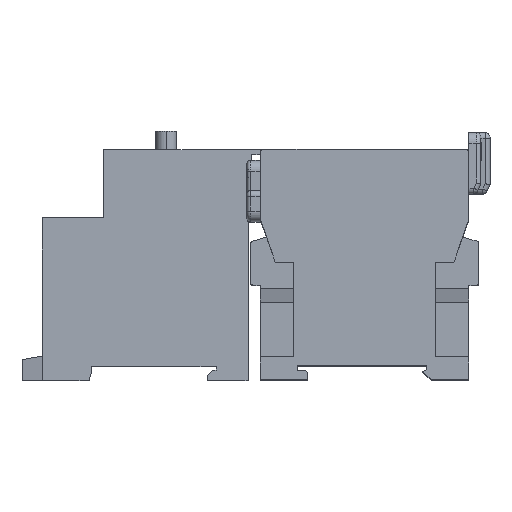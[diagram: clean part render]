
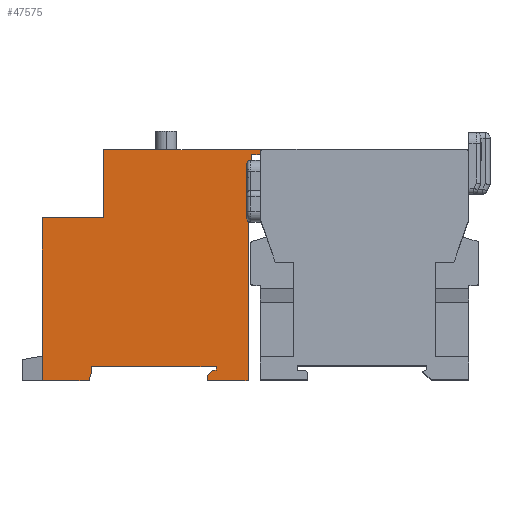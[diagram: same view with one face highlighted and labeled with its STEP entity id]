
A CAD part, top view. The second image highlights one B-rep face of the part: STEP entity #47575.
In plain terms, the highlighted face is planar.
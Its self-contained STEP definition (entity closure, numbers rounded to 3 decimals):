
#330 = ORIENTED_EDGE ( 'NONE', *, *, #76308, .F. ) ;
#667 = VECTOR ( 'NONE', #60786, 1000. ) ;
#1427 = DIRECTION ( 'NONE',  ( 0., -1., 0. ) ) ;
#1531 = CARTESIAN_POINT ( 'NONE',  ( -7.154, 70.264, -45.442 ) ) ;
#2741 = LINE ( 'NONE', #9888, #52308 ) ;
#3071 = ORIENTED_EDGE ( 'NONE', *, *, #79563, .F. ) ;
#3183 = VECTOR ( 'NONE', #76060, 1000. ) ;
#3874 = CARTESIAN_POINT ( 'NONE',  ( -7.154, 70.264, -13.812 ) ) ;
#4318 = LINE ( 'NONE', #14430, #66469 ) ;
#4667 = ORIENTED_EDGE ( 'NONE', *, *, #70585, .F. ) ;
#4997 = VERTEX_POINT ( 'NONE', #53762 ) ;
#5110 = LINE ( 'NONE', #69817, #3183 ) ;
#5124 = CARTESIAN_POINT ( 'NONE',  ( -7.154, 134.264, -28.862 ) ) ;
#6134 = DIRECTION ( 'NONE',  ( 0., 0.966, -0.259 ) ) ;
#6437 = LINE ( 'NONE', #70027, #57921 ) ;
#6566 = ORIENTED_EDGE ( 'NONE', *, *, #48496, .F. ) ;
#6836 = VERTEX_POINT ( 'NONE', #36914 ) ;
#7001 = EDGE_CURVE ( 'NONE', #29992, #70091, #16945, .T. ) ;
#7789 = DIRECTION ( 'NONE',  ( 0., 0., -1. ) ) ;
#8553 = FACE_OUTER_BOUND ( 'NONE', #77847, .T. ) ;
#9615 = LINE ( 'NONE', #33161, #73629 ) ;
#9661 = LINE ( 'NONE', #55831, #57237 ) ;
#9811 = CARTESIAN_POINT ( 'NONE',  ( -7.154, 88.164, -75.512 ) ) ;
#9888 = CARTESIAN_POINT ( 'NONE',  ( -7.154, 103.94, -17.312 ) ) ;
#10010 = CARTESIAN_POINT ( 'NONE',  ( -7.154, 132.764, -28.862 ) ) ;
#11122 = DIRECTION ( 'NONE',  ( 0., 0., 1. ) ) ;
#11498 = DIRECTION ( 'NONE',  ( 0., 0., 1. ) ) ;
#12536 = VERTEX_POINT ( 'NONE', #63320 ) ;
#12867 = EDGE_CURVE ( 'NONE', #27644, #55754, #54212, .T. ) ;
#14430 = CARTESIAN_POINT ( 'NONE',  ( -7.154, 68.864, -13.812 ) ) ;
#15511 = DIRECTION ( 'NONE',  ( 0., 0., -1. ) ) ;
#16140 = VECTOR ( 'NONE', #56913, 1000. ) ;
#16520 = ORIENTED_EDGE ( 'NONE', *, *, #64637, .F. ) ;
#16945 = LINE ( 'NONE', #32027, #35374 ) ;
#17702 = LINE ( 'NONE', #35768, #48781 ) ;
#18903 = EDGE_CURVE ( 'NONE', #30326, #6836, #64287, .T. ) ;
#18999 = ORIENTED_EDGE ( 'NONE', *, *, #79759, .F. ) ;
#19134 = LINE ( 'NONE', #5124, #667 ) ;
#19495 = ORIENTED_EDGE ( 'NONE', *, *, #7001, .F. ) ;
#20007 = DIRECTION ( 'NONE',  ( 0., 0., -1. ) ) ;
#20297 = ORIENTED_EDGE ( 'NONE', *, *, #66927, .F. ) ;
#20388 = DIRECTION ( 'NONE',  ( 0., 1., 0. ) ) ;
#21197 = VECTOR ( 'NONE', #67061, 1000. ) ;
#22211 = CARTESIAN_POINT ( 'NONE',  ( -7.154, 130.264, -61.662 ) ) ;
#22567 = VECTOR ( 'NONE', #70028, 1000. ) ;
#22883 = EDGE_CURVE ( 'NONE', #65086, #33740, #2741, .T. ) ;
#23122 = ORIENTED_EDGE ( 'NONE', *, *, #18903, .F. ) ;
#24552 = EDGE_CURVE ( 'NONE', #70091, #66887, #30701, .T. ) ;
#24567 = CARTESIAN_POINT ( 'NONE',  ( -7.154, 131.264, -26.362 ) ) ;
#24633 = AXIS2_PLACEMENT_3D ( 'NONE', #75772, #38604, #1427 ) ;
#24721 = EDGE_CURVE ( 'NONE', #55644, #65086, #6437, .T. ) ;
#24989 = ORIENTED_EDGE ( 'NONE', *, *, #24721, .F. ) ;
#27513 = EDGE_CURVE ( 'NONE', #33740, #75404, #17702, .T. ) ;
#27644 = VERTEX_POINT ( 'NONE', #55908 ) ;
#27930 = LINE ( 'NONE', #1531, #59053 ) ;
#28659 = ORIENTED_EDGE ( 'NONE', *, *, #74059, .F. ) ;
#29992 = VERTEX_POINT ( 'NONE', #59658 ) ;
#30326 = VERTEX_POINT ( 'NONE', #63376 ) ;
#30701 = LINE ( 'NONE', #54918, #61777 ) ;
#31812 = CARTESIAN_POINT ( 'NONE',  ( -7.154, 74.164, -17.312 ) ) ;
#32027 = CARTESIAN_POINT ( 'NONE',  ( -7.154, 103.94, -58.212 ) ) ;
#32931 = ORIENTED_EDGE ( 'NONE', *, *, #12867, .F. ) ;
#33161 = CARTESIAN_POINT ( 'NONE',  ( -7.154, 132.764, -28.862 ) ) ;
#33740 = VERTEX_POINT ( 'NONE', #42939 ) ;
#34536 = VERTEX_POINT ( 'NONE', #71298 ) ;
#35374 = VECTOR ( 'NONE', #56757, 1000. ) ;
#35768 = CARTESIAN_POINT ( 'NONE',  ( -7.154, 134.264, -45.442 ) ) ;
#36914 = CARTESIAN_POINT ( 'NONE',  ( -7.154, 130.264, -61.662 ) ) ;
#37149 = ORIENTED_EDGE ( 'NONE', *, *, #22883, .F. ) ;
#37880 = CARTESIAN_POINT ( 'NONE',  ( -7.154, 131.264, -27.362 ) ) ;
#38135 = CARTESIAN_POINT ( 'NONE',  ( -7.154, 131.264, -26.362 ) ) ;
#38604 = DIRECTION ( 'NONE',  ( -1., 0., 0. ) ) ;
#39054 = LINE ( 'NONE', #51072, #22567 ) ;
#40978 = EDGE_CURVE ( 'NONE', #46265, #12536, #9615, .T. ) ;
#42038 = DIRECTION ( 'NONE',  ( 0., 0., -1. ) ) ;
#42348 = LINE ( 'NONE', #22211, #75368 ) ;
#42939 = CARTESIAN_POINT ( 'NONE',  ( -7.154, 134.264, -17.312 ) ) ;
#44132 = VECTOR ( 'NONE', #62847, 1000. ) ;
#46107 = LINE ( 'NONE', #38135, #44132 ) ;
#46265 = VERTEX_POINT ( 'NONE', #10010 ) ;
#46909 = ORIENTED_EDGE ( 'NONE', *, *, #57862, .F. ) ;
#47156 = ORIENTED_EDGE ( 'NONE', *, *, #77852, .F. ) ;
#47575 = ADVANCED_FACE ( 'NONE', ( #8553 ), #62789, .F. ) ;
#47889 = ORIENTED_EDGE ( 'NONE', *, *, #24552, .F. ) ;
#48496 = EDGE_CURVE ( 'NONE', #55754, #29992, #65709, .T. ) ;
#48781 = VECTOR ( 'NONE', #42038, 1000. ) ;
#50960 = CARTESIAN_POINT ( 'NONE',  ( -7.154, 130.264, -45.442 ) ) ;
#51072 = CARTESIAN_POINT ( 'NONE',  ( -7.154, 70.264, -16.321 ) ) ;
#51865 = CARTESIAN_POINT ( 'NONE',  ( -7.154, 68.864, -58.212 ) ) ;
#52308 = VECTOR ( 'NONE', #53302, 1000. ) ;
#53302 = DIRECTION ( 'NONE',  ( 0., 1., 0. ) ) ;
#53762 = CARTESIAN_POINT ( 'NONE',  ( -7.154, 131.864, -61.662 ) ) ;
#54212 = LINE ( 'NONE', #60830, #21197 ) ;
#54737 = ORIENTED_EDGE ( 'NONE', *, *, #40978, .F. ) ;
#54918 = CARTESIAN_POINT ( 'NONE',  ( -7.154, 68.864, -45.442 ) ) ;
#55350 = VERTEX_POINT ( 'NONE', #3874 ) ;
#55644 = VERTEX_POINT ( 'NONE', #76836 ) ;
#55754 = VERTEX_POINT ( 'NONE', #9811 ) ;
#55831 = CARTESIAN_POINT ( 'NONE',  ( -7.154, 131.864, -61.662 ) ) ;
#55908 = CARTESIAN_POINT ( 'NONE',  ( -7.154, 134.264, -75.512 ) ) ;
#56757 = DIRECTION ( 'NONE',  ( 0., -1., 0. ) ) ;
#56913 = DIRECTION ( 'NONE',  ( 0., 0., 1. ) ) ;
#57237 = VECTOR ( 'NONE', #6134, 1000. ) ;
#57862 = EDGE_CURVE ( 'NONE', #66887, #55350, #4318, .T. ) ;
#57921 = VECTOR ( 'NONE', #15511, 1000. ) ;
#59053 = VECTOR ( 'NONE', #7789, 1000. ) ;
#59658 = CARTESIAN_POINT ( 'NONE',  ( -7.154, 88.164, -58.212 ) ) ;
#60760 = CARTESIAN_POINT ( 'NONE',  ( -7.154, 88.164, -45.442 ) ) ;
#60786 = DIRECTION ( 'NONE',  ( 0., -1., 0. ) ) ;
#60830 = CARTESIAN_POINT ( 'NONE',  ( -7.154, 103.94, -75.512 ) ) ;
#61692 = CARTESIAN_POINT ( 'NONE',  ( -7.154, 68.864, -13.812 ) ) ;
#61777 = VECTOR ( 'NONE', #11498, 1000. ) ;
#62789 = PLANE ( 'NONE',  #24633 ) ;
#62847 = DIRECTION ( 'NONE',  ( 0., -1., 0. ) ) ;
#63052 = VERTEX_POINT ( 'NONE', #24567 ) ;
#63320 = CARTESIAN_POINT ( 'NONE',  ( -7.154, 131.264, -27.362 ) ) ;
#63376 = CARTESIAN_POINT ( 'NONE',  ( -7.154, 130.264, -26.362 ) ) ;
#63758 = VECTOR ( 'NONE', #11122, 1000. ) ;
#64287 = LINE ( 'NONE', #50960, #78822 ) ;
#64637 = EDGE_CURVE ( 'NONE', #63052, #30326, #46107, .T. ) ;
#65086 = VERTEX_POINT ( 'NONE', #31812 ) ;
#65630 = DIRECTION ( 'NONE',  ( 0., 1., 0. ) ) ;
#65656 = LINE ( 'NONE', #37880, #16140 ) ;
#65709 = LINE ( 'NONE', #60760, #63758 ) ;
#66469 = VECTOR ( 'NONE', #20388, 1000. ) ;
#66887 = VERTEX_POINT ( 'NONE', #61692 ) ;
#66927 = EDGE_CURVE ( 'NONE', #34536, #27644, #5110, .T. ) ;
#67061 = DIRECTION ( 'NONE',  ( 0., -1., 0. ) ) ;
#69205 = VERTEX_POINT ( 'NONE', #79835 ) ;
#69253 = CARTESIAN_POINT ( 'NONE',  ( -7.154, 134.264, -28.862 ) ) ;
#69817 = CARTESIAN_POINT ( 'NONE',  ( -7.154, 134.264, -45.442 ) ) ;
#70027 = CARTESIAN_POINT ( 'NONE',  ( -7.154, 74.164, -16.662 ) ) ;
#70028 = DIRECTION ( 'NONE',  ( 0., 0.996, -0.087 ) ) ;
#70091 = VERTEX_POINT ( 'NONE', #51865 ) ;
#70585 = EDGE_CURVE ( 'NONE', #55350, #69205, #27930, .T. ) ;
#71298 = CARTESIAN_POINT ( 'NONE',  ( -7.154, 134.264, -62.305 ) ) ;
#73537 = ORIENTED_EDGE ( 'NONE', *, *, #27513, .F. ) ;
#73629 = VECTOR ( 'NONE', #76593, 1000. ) ;
#74059 = EDGE_CURVE ( 'NONE', #69205, #55644, #39054, .T. ) ;
#75368 = VECTOR ( 'NONE', #65630, 1000. ) ;
#75404 = VERTEX_POINT ( 'NONE', #69253 ) ;
#75772 = CARTESIAN_POINT ( 'NONE',  ( -7.154, 103.94, -45.442 ) ) ;
#76060 = DIRECTION ( 'NONE',  ( 0., 0., -1. ) ) ;
#76308 = EDGE_CURVE ( 'NONE', #4997, #34536, #9661, .T. ) ;
#76593 = DIRECTION ( 'NONE',  ( 0., -0.707, 0.707 ) ) ;
#76836 = CARTESIAN_POINT ( 'NONE',  ( -7.154, 74.164, -16.662 ) ) ;
#77847 = EDGE_LOOP ( 'NONE', ( #20297, #330, #3071, #23122, #16520, #18999, #54737, #47156, #73537, #37149, #24989, #28659, #4667, #46909, #47889, #19495, #6566, #32931 ) ) ;
#77852 = EDGE_CURVE ( 'NONE', #75404, #46265, #19134, .T. ) ;
#78822 = VECTOR ( 'NONE', #20007, 1000. ) ;
#79563 = EDGE_CURVE ( 'NONE', #6836, #4997, #42348, .T. ) ;
#79759 = EDGE_CURVE ( 'NONE', #12536, #63052, #65656, .T. ) ;
#79835 = CARTESIAN_POINT ( 'NONE',  ( -7.154, 70.264, -16.321 ) ) ;
